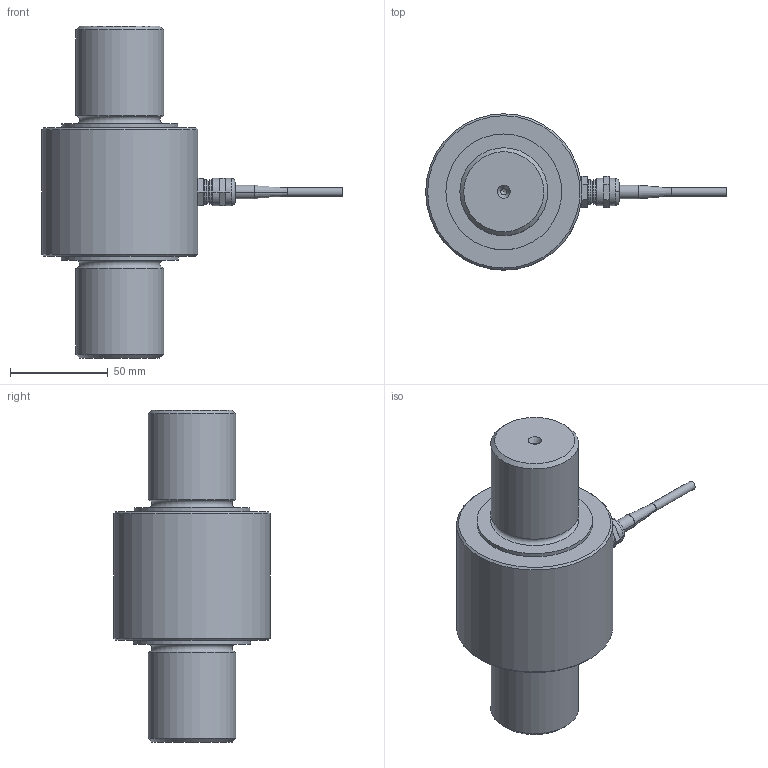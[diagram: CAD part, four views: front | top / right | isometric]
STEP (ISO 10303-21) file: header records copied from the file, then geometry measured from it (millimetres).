
FILE_DESCRIPTION( ( 'Unknown' ), '1' );
FILE_NAME( 'K12-200kN.stp', 'Unknown', ( 'Unknown' ), ( 'Unknown' ), 'PSStep 17.0.49', 'Unknown', ' ' );
FILE_SCHEMA( ( 'AUTOMOTIVE_DESIGN { 1 0 10303 214 1 1 1 1 }' ) );
Length unit declared in the file: millimetre
Products named in the file (4): Assem1; 1478-001_doc-00046053; pg7_doc-00007707; kabeldurchmesser4,5_doc-00036217
Assembly tree (3 placements, depth 2):
  Assem1
    1478-001_doc-00046053
    pg7_doc-00007707
    kabeldurchmesser4,5_doc-00036217
Bounding box: 153.92 x 80 x 170 mm (x, y, z)
Volume: 503250.6 mm3; surface area: 44783.3 mm2
Topology: 3 solids, 3 shells, 93 faces, 204 edges, 126 vertices
Faces by surface type: plane 39, cylinder 26, cone 24, torus 4
Full cylindrical faces by diameter (mm): 3.15 x2, 4.5 x1, 45 x2, 59.3 x1, 60 x1, 80 x1
Entity records: 3910 total; most frequent: CARTESIAN_POINT 1492, ORIENTED_EDGE 346, DIRECTION 242, EDGE_CURVE 173, B_SPLINE_CURVE_WITH_KNOTS 149, EDGE_LOOP 122, AXIS2_PLACEMENT_3D 121, VERTEX_POINT 115
